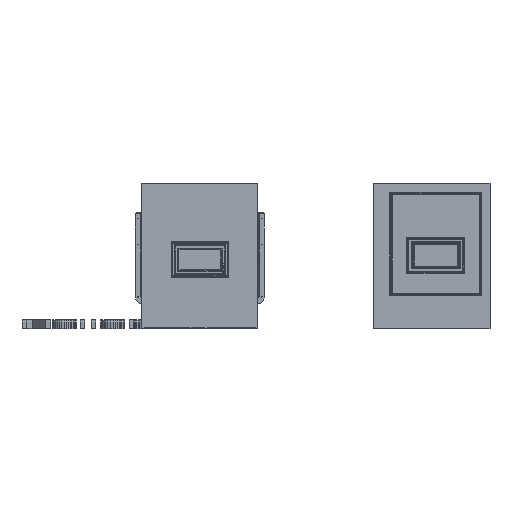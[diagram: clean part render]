
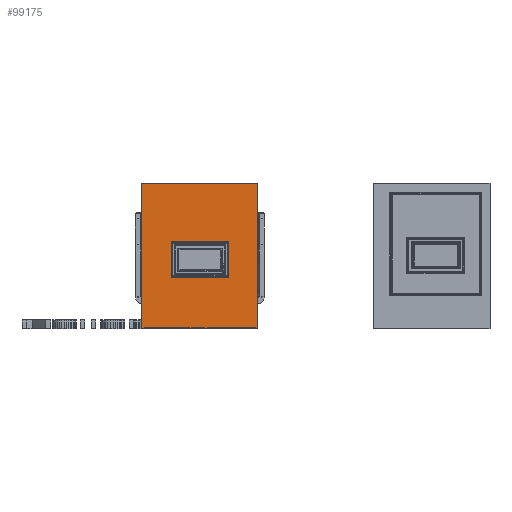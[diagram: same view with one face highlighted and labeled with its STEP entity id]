
A CAD part, front view. The second image highlights one B-rep face of the part: STEP entity #99175.
In plain terms, the highlighted planar face has unit normal (0, -1, 0).
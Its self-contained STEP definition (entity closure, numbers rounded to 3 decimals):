
#4097=FACE_BOUND('',#11791,.T.);
#6004=FACE_OUTER_BOUND('',#11790,.T.);
#11790=EDGE_LOOP('',(#69358,#69359,#69360,#69361));
#11791=EDGE_LOOP('',(#69362,#69363,#69364,#69365));
#19370=LINE('',#147913,#31626);
#19371=LINE('',#147915,#31627);
#19372=LINE('',#147917,#31628);
#19373=LINE('',#147918,#31629);
#19374=LINE('',#147921,#31630);
#19375=LINE('',#147923,#31631);
#19376=LINE('',#147925,#31632);
#19377=LINE('',#147926,#31633);
#31626=VECTOR('',#120032,304.8);
#31627=VECTOR('',#120033,304.8);
#31628=VECTOR('',#120034,304.8);
#31629=VECTOR('',#120035,304.8);
#31630=VECTOR('',#120036,304.8);
#31631=VECTOR('',#120037,304.8);
#31632=VECTOR('',#120038,304.8);
#31633=VECTOR('',#120039,304.8);
#43222=VERTEX_POINT('',#147911);
#43223=VERTEX_POINT('',#147912);
#43224=VERTEX_POINT('',#147914);
#43225=VERTEX_POINT('',#147916);
#43226=VERTEX_POINT('',#147919);
#43227=VERTEX_POINT('',#147920);
#43228=VERTEX_POINT('',#147922);
#43229=VERTEX_POINT('',#147924);
#53196=EDGE_CURVE('',#43222,#43223,#19370,.T.);
#53197=EDGE_CURVE('',#43223,#43224,#19371,.T.);
#53198=EDGE_CURVE('',#43224,#43225,#19372,.T.);
#53199=EDGE_CURVE('',#43225,#43222,#19373,.T.);
#53200=EDGE_CURVE('',#43226,#43227,#19374,.T.);
#53201=EDGE_CURVE('',#43227,#43228,#19375,.T.);
#53202=EDGE_CURVE('',#43228,#43229,#19376,.T.);
#53203=EDGE_CURVE('',#43229,#43226,#19377,.T.);
#69358=ORIENTED_EDGE('',*,*,#53196,.T.);
#69359=ORIENTED_EDGE('',*,*,#53197,.T.);
#69360=ORIENTED_EDGE('',*,*,#53198,.T.);
#69361=ORIENTED_EDGE('',*,*,#53199,.T.);
#69362=ORIENTED_EDGE('',*,*,#53200,.T.);
#69363=ORIENTED_EDGE('',*,*,#53201,.T.);
#69364=ORIENTED_EDGE('',*,*,#53202,.T.);
#69365=ORIENTED_EDGE('',*,*,#53203,.T.);
#94262=PLANE('',#109701);
#99175=ADVANCED_FACE('',(#6004,#4097),#94262,.T.);
#109701=AXIS2_PLACEMENT_3D('',#147910,#120030,#120031);
#120030=DIRECTION('center_axis',(0.,-1.,0.));
#120031=DIRECTION('ref_axis',(1.,0.,0.));
#120032=DIRECTION('',(1.,0.,0.));
#120033=DIRECTION('',(0.,0.,1.));
#120034=DIRECTION('',(-1.,0.,0.));
#120035=DIRECTION('',(0.,0.,-1.));
#120036=DIRECTION('',(-1.,0.,0.));
#120037=DIRECTION('',(0.,0.,1.));
#120038=DIRECTION('',(1.,0.,0.));
#120039=DIRECTION('',(0.,0.,-1.));
#147910=CARTESIAN_POINT('Origin',(-16238.765,-46421.207,0.));
#147911=CARTESIAN_POINT('',(-16388.765,-46421.207,0.));
#147912=CARTESIAN_POINT('',(-14388.765,-46421.207,0.));
#147913=CARTESIAN_POINT('',(-16388.765,-46421.207,0.));
#147914=CARTESIAN_POINT('',(-14388.765,-46421.207,2500.));
#147915=CARTESIAN_POINT('',(-14388.765,-46421.207,0.));
#147916=CARTESIAN_POINT('',(-16388.765,-46421.207,2500.));
#147917=CARTESIAN_POINT('',(-14388.765,-46421.207,2500.));
#147918=CARTESIAN_POINT('',(-16388.765,-46421.207,2500.));
#147919=CARTESIAN_POINT('',(-14913.365,-46421.207,900.));
#147920=CARTESIAN_POINT('',(-15864.165,-46421.207,900.));
#147921=CARTESIAN_POINT('',(-14913.365,-46421.207,900.));
#147922=CARTESIAN_POINT('',(-15864.165,-46421.207,1475.8));
#147923=CARTESIAN_POINT('',(-15864.165,-46421.207,900.));
#147924=CARTESIAN_POINT('',(-14913.365,-46421.207,1475.8));
#147925=CARTESIAN_POINT('',(-15864.165,-46421.207,1475.8));
#147926=CARTESIAN_POINT('',(-14913.365,-46421.207,1475.8));
